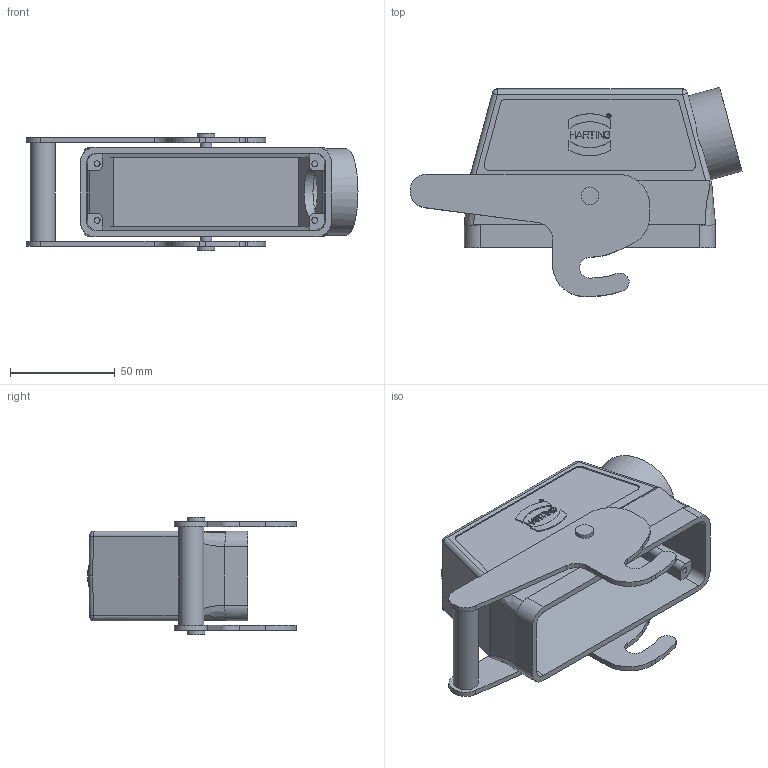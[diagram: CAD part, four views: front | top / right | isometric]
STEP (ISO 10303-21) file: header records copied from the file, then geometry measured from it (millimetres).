
FILE_DESCRIPTION(/* description */ (''),/* implementation_level */ '2;1');
FILE_NAME(/* name */ '100095202ugm000_b.stp',/* time_stamp */ '2019-08-01T13:23:32+02:00',/* author */ (''),/* organization */ (''),/* preprocessor_version */ 'ST-DEVELOPER v16.7',/* originating_system */ 'SIEMENS PLM Software NX 12.0',/* authorisation */ '');
FILE_SCHEMA (('AUTOMOTIVE_DESIGN { 1 0 10303 214 3 1 1 1 }'));
Length unit declared in the file: millimetre
Products named in the file (1): 100095202ugm000_b
Bounding box: 158.65 x 99.89 x 56 mm (x, y, z)
Volume: 118757 mm3; surface area: 71693 mm2
Topology: 1 solids, 1 shells, 273 faces, 710 edges, 464 vertices
Faces by surface type: plane 178, cylinder 82, bspline 8, sphere 4, cone 1
Full cylindrical faces by diameter (mm): 1.9 x1, 2.1 x1, 2.8 x4, 5.45 x2, 8.5 x2, 12 x1, 24 x1, 26.78 x1, 41.5 x1
Entity records: 10258 total; most frequent: CARTESIAN_POINT 2659, ORIENTED_EDGE 1382, DIRECTION 1260, EDGE_CURVE 691, VERTEX_POINT 463, LINE 454, VECTOR 454, AXIS2_PLACEMENT_3D 403
